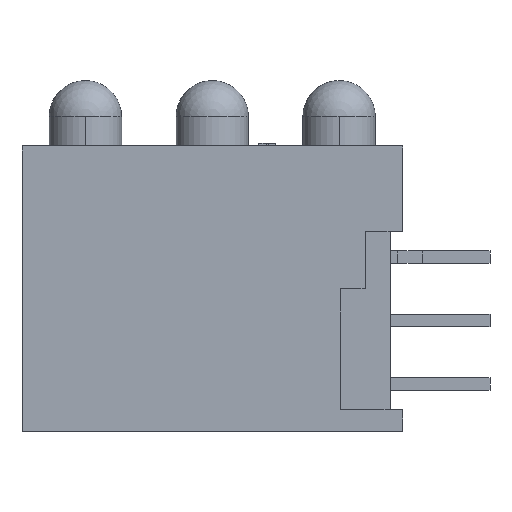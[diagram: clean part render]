
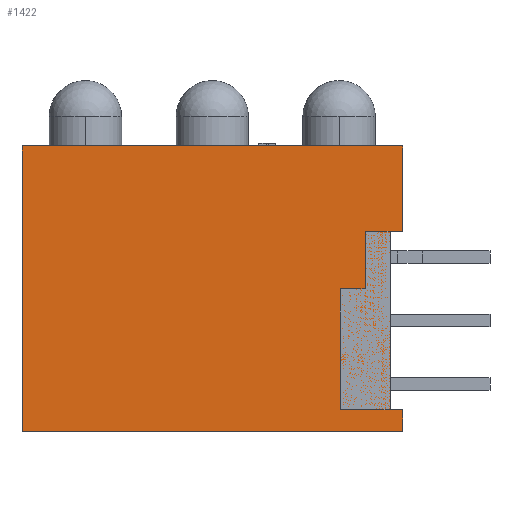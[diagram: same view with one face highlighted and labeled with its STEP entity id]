
A CAD part, left-side view. The second image highlights one B-rep face of the part: STEP entity #1422.
In plain terms, the highlighted planar face has unit normal (-1, 0, 0).
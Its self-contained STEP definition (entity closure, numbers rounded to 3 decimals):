
#831 = EDGE_CURVE ( 'NONE', #4042, #4061, #14208, .T. ) ;
#860 = EDGE_CURVE ( 'NONE', #4032, #4023, #14288, .T. ) ;
#871 = EDGE_CURVE ( 'NONE', #3166, #4036, #14326, .T. ) ;
#876 = EDGE_CURVE ( 'NONE', #4042, #4032, #14358, .T. ) ;
#881 = EDGE_CURVE ( 'NONE', #4061, #4036, #14364, .T. ) ;
#1207 = EDGE_CURVE ( 'NONE', #3011, #2999, #16572, .T. ) ;
#1403 = EDGE_CURVE ( 'NONE', #4023, #3011, #17354, .T. ) ;
#1405 = EDGE_CURVE ( 'NONE', #2999, #3166, #17355, .T. ) ;
#1422 = ADVANCED_FACE ( 'NONE', ( #13597 ), #17443, .F. ) ;
#2999 = VERTEX_POINT ( 'NONE', #31007 ) ;
#3011 = VERTEX_POINT ( 'NONE', #31021 ) ;
#3166 = VERTEX_POINT ( 'NONE', #31147 ) ;
#3729 = ORIENTED_EDGE ( 'NONE', *, *, #1405, .F. ) ;
#3750 = ORIENTED_EDGE ( 'NONE', *, *, #831, .T. ) ;
#3753 = ORIENTED_EDGE ( 'NONE', *, *, #860, .F. ) ;
#3761 = ORIENTED_EDGE ( 'NONE', *, *, #871, .F. ) ;
#3762 = ORIENTED_EDGE ( 'NONE', *, *, #881, .T. ) ;
#3769 = ORIENTED_EDGE ( 'NONE', *, *, #876, .F. ) ;
#3772 = ORIENTED_EDGE ( 'NONE', *, *, #1403, .F. ) ;
#3778 = ORIENTED_EDGE ( 'NONE', *, *, #1207, .F. ) ;
#4023 = VERTEX_POINT ( 'NONE', #30146 ) ;
#4032 = VERTEX_POINT ( 'NONE', #30198 ) ;
#4036 = VERTEX_POINT ( 'NONE', #30168 ) ;
#4042 = VERTEX_POINT ( 'NONE', #30178 ) ;
#4061 = VERTEX_POINT ( 'NONE', #30220 ) ;
#13112 = VECTOR ( 'NONE', #14209, 1000. ) ;
#13137 = VECTOR ( 'NONE', #14339, 1000. ) ;
#13138 = VECTOR ( 'NONE', #14373, 1000. ) ;
#13144 = VECTOR ( 'NONE', #14292, 1000. ) ;
#13159 = VECTOR ( 'NONE', #14380, 1000. ) ;
#13399 = VECTOR ( 'NONE', #16564, 1000. ) ;
#13546 = VECTOR ( 'NONE', #17349, 1000. ) ;
#13554 = VECTOR ( 'NONE', #17338, 1000. ) ;
#13586 = AXIS2_PLACEMENT_3D ( 'NONE', #17450, #17459, #17448 ) ;
#13597 = FACE_OUTER_BOUND ( 'NONE', #28178, .T. ) ;
#14208 = LINE ( 'NONE', #14219, #13112 ) ;
#14209 = DIRECTION ( 'NONE',  ( 0., 0., -1. ) ) ;
#14219 = CARTESIAN_POINT ( 'NONE',  ( -2.16, 7.62, -16.224 ) ) ;
#14288 = LINE ( 'NONE', #14302, #13144 ) ;
#14292 = DIRECTION ( 'NONE',  ( 0., 0., -1. ) ) ;
#14302 = CARTESIAN_POINT ( 'NONE',  ( -2.16, -7.62, -16.224 ) ) ;
#14326 = LINE ( 'NONE', #14343, #13137 ) ;
#14339 = DIRECTION ( 'NONE',  ( 0., 0., -1. ) ) ;
#14343 = CARTESIAN_POINT ( 'NONE',  ( -2.16, -7.62, -16.224 ) ) ;
#14358 = LINE ( 'NONE', #14378, #13138 ) ;
#14364 = LINE ( 'NONE', #14367, #13159 ) ;
#14367 = CARTESIAN_POINT ( 'NONE',  ( -2.16, -0.372, -5.715 ) ) ;
#14373 = DIRECTION ( 'NONE',  ( 0., -1., 0. ) ) ;
#14378 = CARTESIAN_POINT ( 'NONE',  ( -2.16, -0.372, 5.715 ) ) ;
#14380 = DIRECTION ( 'NONE',  ( 0., -1., 0. ) ) ;
#16564 = DIRECTION ( 'NONE',  ( 0., 0., -1. ) ) ;
#16572 = LINE ( 'NONE', #16577, #13399 ) ;
#16577 = CARTESIAN_POINT ( 'NONE',  ( -2.16, -7.12, -16.224 ) ) ;
#17338 = DIRECTION ( 'NONE',  ( 0., 1., 0. ) ) ;
#17348 = CARTESIAN_POINT ( 'NONE',  ( -2.16, -0.372, 2.295 ) ) ;
#17349 = DIRECTION ( 'NONE',  ( 0., -1., 0. ) ) ;
#17354 = LINE ( 'NONE', #17348, #13554 ) ;
#17355 = LINE ( 'NONE', #17356, #13546 ) ;
#17356 = CARTESIAN_POINT ( 'NONE',  ( -2.16, -0.372, -4.845 ) ) ;
#17443 = PLANE ( 'NONE',  #13586 ) ;
#17448 = DIRECTION ( 'NONE',  ( 0., 0., -1. ) ) ;
#17450 = CARTESIAN_POINT ( 'NONE',  ( -2.16, -0.372, -16.224 ) ) ;
#17459 = DIRECTION ( 'NONE',  ( 1., 0., 0. ) ) ;
#28178 = EDGE_LOOP ( 'NONE', ( #3750, #3762, #3761, #3729, #3778, #3772, #3753, #3769 ) ) ;
#30146 = CARTESIAN_POINT ( 'NONE',  ( -2.16, -7.62, 2.295 ) ) ;
#30168 = CARTESIAN_POINT ( 'NONE',  ( -2.16, -7.62, -5.715 ) ) ;
#30178 = CARTESIAN_POINT ( 'NONE',  ( -2.16, 7.62, 5.715 ) ) ;
#30198 = CARTESIAN_POINT ( 'NONE',  ( -2.16, -7.62, 5.715 ) ) ;
#30220 = CARTESIAN_POINT ( 'NONE',  ( -2.16, 7.62, -5.715 ) ) ;
#31007 = CARTESIAN_POINT ( 'NONE',  ( -2.16, -7.12, -4.845 ) ) ;
#31021 = CARTESIAN_POINT ( 'NONE',  ( -2.16, -7.12, 2.295 ) ) ;
#31147 = CARTESIAN_POINT ( 'NONE',  ( -2.16, -7.62, -4.845 ) ) ;
